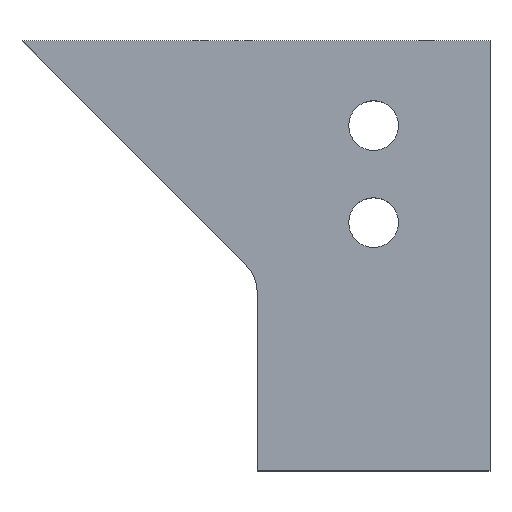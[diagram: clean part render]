
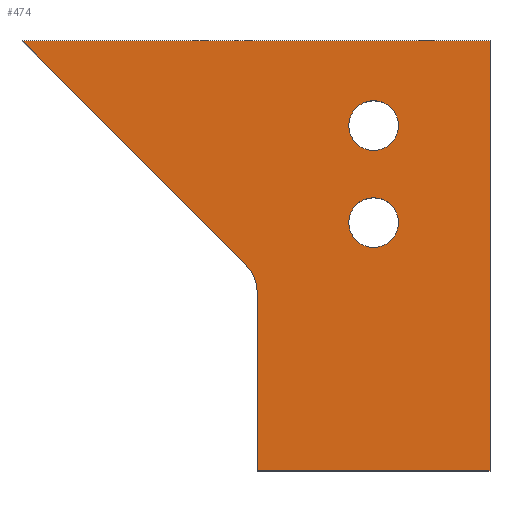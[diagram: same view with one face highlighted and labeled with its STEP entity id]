
A CAD part, top view. The second image highlights one B-rep face of the part: STEP entity #474.
In plain terms, the highlighted planar face has unit normal (0, 0, 1).
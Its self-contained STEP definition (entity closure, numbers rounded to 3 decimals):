
#6 = LINE ( 'NONE', #289, #503 ) ;
#9 = EDGE_CURVE ( 'NONE', #632, #494, #58, .T. ) ;
#17 = PLANE ( 'NONE',  #390 ) ;
#50 = DIRECTION ( 'NONE',  ( 0., 0., -1. ) ) ;
#57 = CARTESIAN_POINT ( 'NONE',  ( 0., 0., 10. ) ) ;
#58 = LINE ( 'NONE', #330, #167 ) ;
#72 = CARTESIAN_POINT ( 'NONE',  ( 60.3, -55.4, 10. ) ) ;
#92 = DIRECTION ( 'NONE',  ( 0., 0., -1. ) ) ;
#101 = CARTESIAN_POINT ( 'NONE',  ( 45.3, -23.4, 10. ) ) ;
#111 = AXIS2_PLACEMENT_3D ( 'NONE', #360, #50, #367 ) ;
#117 = EDGE_CURVE ( 'NONE', #305, #371, #272, .T. ) ;
#122 = CARTESIAN_POINT ( 'NONE',  ( 42.1, -10.9, 10. ) ) ;
#124 = VERTEX_POINT ( 'NONE', #122 ) ;
#132 = DIRECTION ( 'NONE',  ( -1., 0., 0. ) ) ;
#155 = VECTOR ( 'NONE', #235, 1000. ) ;
#162 = VERTEX_POINT ( 'NONE', #72 ) ;
#166 = DIRECTION ( 'NONE',  ( 0., 0., -1. ) ) ;
#167 = VECTOR ( 'NONE', #379, 1000. ) ;
#175 = CARTESIAN_POINT ( 'NONE',  ( 30.3, -55.4, 10. ) ) ;
#179 = VECTOR ( 'NONE', #132, 1000. ) ;
#182 = FACE_BOUND ( 'NONE', #327, .T. ) ;
#195 = EDGE_CURVE ( 'NONE', #371, #162, #488, .T. ) ;
#209 = ORIENTED_EDGE ( 'NONE', *, *, #677, .T. ) ;
#216 = CIRCLE ( 'NONE', #111, 5. ) ;
#221 = EDGE_LOOP ( 'NONE', ( #624, #676 ) ) ;
#235 = DIRECTION ( 'NONE',  ( 0., -1., 0. ) ) ;
#237 = DIRECTION ( 'NONE',  ( 0., 0., -1. ) ) ;
#242 = DIRECTION ( 'NONE',  ( -1., 0., 0. ) ) ;
#243 = EDGE_CURVE ( 'NONE', #265, #124, #625, .T. ) ;
#247 = CIRCLE ( 'NONE', #626, 3.2 ) ;
#254 = ORIENTED_EDGE ( 'NONE', *, *, #464, .T. ) ;
#263 = VERTEX_POINT ( 'NONE', #648 ) ;
#264 = CARTESIAN_POINT ( 'NONE',  ( 42.1, -23.4, 10. ) ) ;
#265 = VERTEX_POINT ( 'NONE', #610 ) ;
#267 = DIRECTION ( 'NONE',  ( 0., 0., -1. ) ) ;
#270 = EDGE_LOOP ( 'NONE', ( #411, #398, #438, #420, #254, #670 ) ) ;
#272 = LINE ( 'NONE', #175, #155 ) ;
#274 = DIRECTION ( 'NONE',  ( 0., 1., 0. ) ) ;
#289 = CARTESIAN_POINT ( 'NONE',  ( 60.3, 0., 10. ) ) ;
#293 = DIRECTION ( 'NONE',  ( 1., 0., 0. ) ) ;
#305 = VERTEX_POINT ( 'NONE', #460 ) ;
#320 = CARTESIAN_POINT ( 'NONE',  ( 28.836, -28.836, 10. ) ) ;
#321 = CIRCLE ( 'NONE', #682, 3.2 ) ;
#327 = EDGE_LOOP ( 'NONE', ( #209, #491 ) ) ;
#330 = CARTESIAN_POINT ( 'NONE',  ( 30.3, -30.3, 10. ) ) ;
#359 = VERTEX_POINT ( 'NONE', #264 ) ;
#360 = CARTESIAN_POINT ( 'NONE',  ( 25.3, -32.371, 10. ) ) ;
#367 = DIRECTION ( 'NONE',  ( -1., 0., 0. ) ) ;
#371 = VERTEX_POINT ( 'NONE', #679 ) ;
#379 = DIRECTION ( 'NONE',  ( 0.707, -0.707, 0. ) ) ;
#390 = AXIS2_PLACEMENT_3D ( 'NONE', #475, #166, #242 ) ;
#398 = ORIENTED_EDGE ( 'NONE', *, *, #639, .T. ) ;
#403 = AXIS2_PLACEMENT_3D ( 'NONE', #496, #237, #437 ) ;
#408 = DIRECTION ( 'NONE',  ( -1., 0., 0. ) ) ;
#411 = ORIENTED_EDGE ( 'NONE', *, *, #9, .T. ) ;
#412 = EDGE_CURVE ( 'NONE', #456, #632, #640, .T. ) ;
#420 = ORIENTED_EDGE ( 'NONE', *, *, #195, .T. ) ;
#437 = DIRECTION ( 'NONE',  ( -1., 0., 0. ) ) ;
#438 = ORIENTED_EDGE ( 'NONE', *, *, #117, .T. ) ;
#456 = VERTEX_POINT ( 'NONE', #482 ) ;
#460 = CARTESIAN_POINT ( 'NONE',  ( 30.3, -32.371, 10. ) ) ;
#464 = EDGE_CURVE ( 'NONE', #162, #456, #6, .T. ) ;
#468 = DIRECTION ( 'NONE',  ( -1., 0., 0. ) ) ;
#474 = ADVANCED_FACE ( 'NONE', ( #182, #596, #495 ), #17, .F. ) ;
#475 = CARTESIAN_POINT ( 'NONE',  ( 0., 0., 10. ) ) ;
#481 = CIRCLE ( 'NONE', #655, 3.2 ) ;
#482 = CARTESIAN_POINT ( 'NONE',  ( 60.3, 0., 10. ) ) ;
#488 = LINE ( 'NONE', #493, #601 ) ;
#491 = ORIENTED_EDGE ( 'NONE', *, *, #619, .T. ) ;
#493 = CARTESIAN_POINT ( 'NONE',  ( 60.3, -55.4, 10. ) ) ;
#494 = VERTEX_POINT ( 'NONE', #320 ) ;
#495 = FACE_OUTER_BOUND ( 'NONE', #270, .T. ) ;
#496 = CARTESIAN_POINT ( 'NONE',  ( 45.3, -10.9, 10. ) ) ;
#503 = VECTOR ( 'NONE', #274, 1000. ) ;
#570 = CARTESIAN_POINT ( 'NONE',  ( 0., 0., 10. ) ) ;
#587 = EDGE_CURVE ( 'NONE', #124, #265, #481, .T. ) ;
#596 = FACE_BOUND ( 'NONE', #221, .T. ) ;
#601 = VECTOR ( 'NONE', #293, 1000. ) ;
#609 = DIRECTION ( 'NONE',  ( -1., 0., 0. ) ) ;
#610 = CARTESIAN_POINT ( 'NONE',  ( 48.5, -10.9, 10. ) ) ;
#619 = EDGE_CURVE ( 'NONE', #263, #359, #247, .T. ) ;
#621 = CARTESIAN_POINT ( 'NONE',  ( 45.3, -23.4, 10. ) ) ;
#624 = ORIENTED_EDGE ( 'NONE', *, *, #587, .T. ) ;
#625 = CIRCLE ( 'NONE', #403, 3.2 ) ;
#626 = AXIS2_PLACEMENT_3D ( 'NONE', #621, #659, #609 ) ;
#632 = VERTEX_POINT ( 'NONE', #570 ) ;
#639 = EDGE_CURVE ( 'NONE', #494, #305, #216, .T. ) ;
#640 = LINE ( 'NONE', #57, #179 ) ;
#648 = CARTESIAN_POINT ( 'NONE',  ( 48.5, -23.4, 10. ) ) ;
#655 = AXIS2_PLACEMENT_3D ( 'NONE', #672, #92, #408 ) ;
#659 = DIRECTION ( 'NONE',  ( 0., 0., -1. ) ) ;
#670 = ORIENTED_EDGE ( 'NONE', *, *, #412, .T. ) ;
#672 = CARTESIAN_POINT ( 'NONE',  ( 45.3, -10.9, 10. ) ) ;
#676 = ORIENTED_EDGE ( 'NONE', *, *, #243, .T. ) ;
#677 = EDGE_CURVE ( 'NONE', #359, #263, #321, .T. ) ;
#679 = CARTESIAN_POINT ( 'NONE',  ( 30.3, -55.4, 10. ) ) ;
#682 = AXIS2_PLACEMENT_3D ( 'NONE', #101, #267, #468 ) ;
